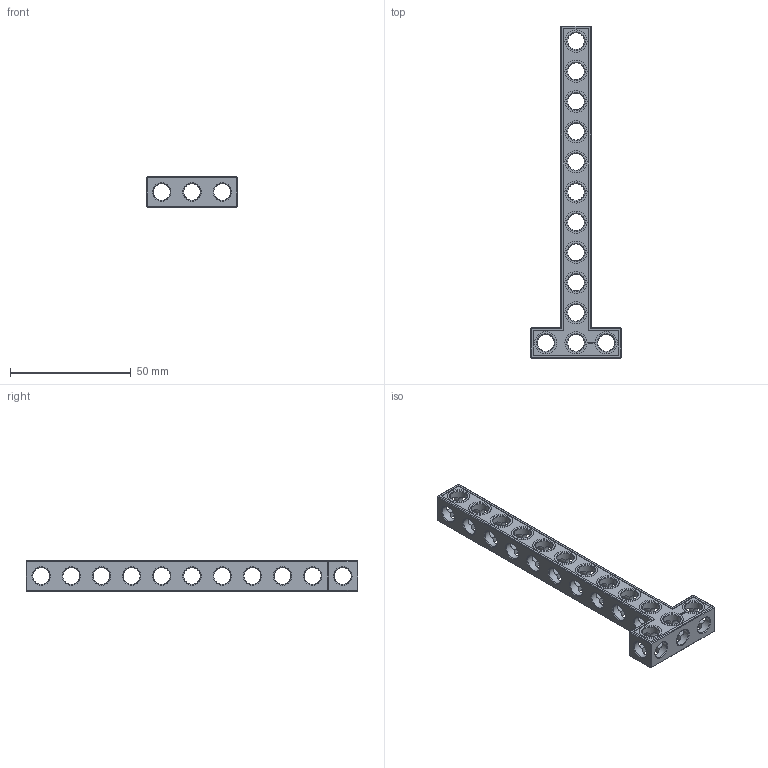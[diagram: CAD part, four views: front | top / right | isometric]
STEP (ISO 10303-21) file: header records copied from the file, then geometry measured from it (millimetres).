
FILE_DESCRIPTION(('FreeCAD Model'),'2;1');
FILE_NAME('Open CASCADE Shape Model','2021-08-07T21:21:46',( 'Paulo Kiefe'),('STEMFIE.org'),'Open CASCADE STEP processor 7.4', 'FreeCAD','Unknown');
FILE_SCHEMA(('AUTOMOTIVE_DESIGN { 1 0 10303 214 1 1 1 1 }'));
Products named in the file (1): Beam_TSH_SYM_ESS_BU03x11x01_-_SPN-BEM-1009_(stemfie.org)
Bounding box: 37.5 x 137.5 x 12.5 mm (x, y, z)
Volume: 12688.3 mm3; surface area: 11480.5 mm2
Topology: 1 solids, 1 shells, 677 faces, 2003 edges, 1323 vertices
Faces by surface type: plane 382, extrusion 162, cylinder 79, cone 54
Full cylindrical faces by diameter (mm): 7 x66, 9.2 x13
Entity records: 58791 total; most frequent: CARTESIAN_POINT 16182, DIRECTION 6197, VECTOR 4274, LINE 4112, ORIENTED_EDGE 4006, PCURVE 4006, DEFINITIONAL_REPRESENTATION 4006, EDGE_CURVE 2003
